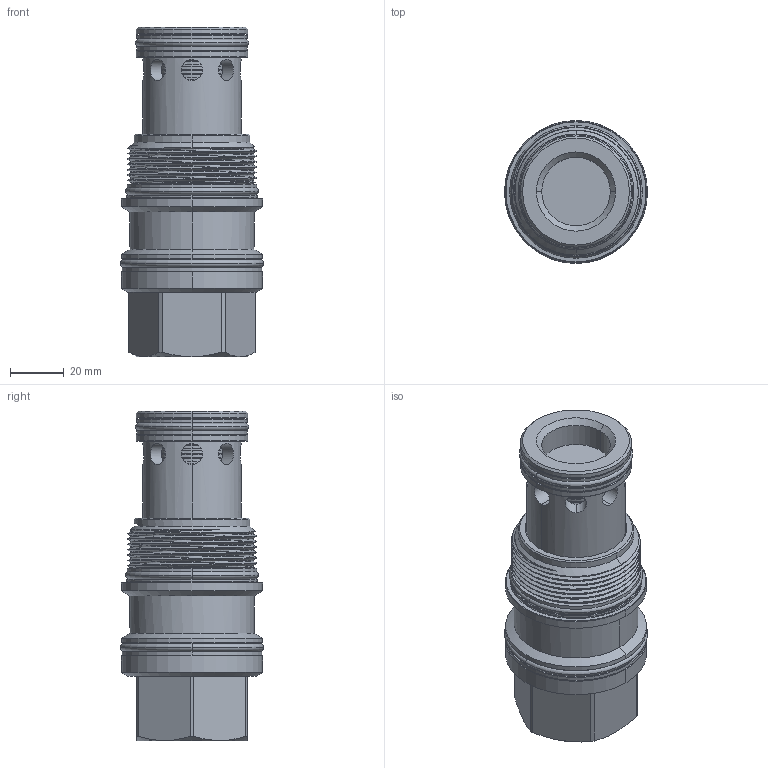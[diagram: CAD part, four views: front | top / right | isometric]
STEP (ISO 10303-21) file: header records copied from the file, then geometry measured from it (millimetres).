
FILE_DESCRIPTION (( 'STEP AP203' ), '1' );
FILE_NAME ('RV19A30-8.STEP', '2016-08-10T05:12:26', ( '' ), ( '' ), 'SwSTEP 2.0', 'SolidWorks 2012', '' );
FILE_SCHEMA (( 'CONFIG_CONTROL_DESIGN' ));
Length unit declared in the file: millimetre
Products named in the file (1): RV19A30-8
Bounding box: 53.11 x 53.11 x 122.36 mm (x, y, z)
Volume: 175591.8 mm3; surface area: 33985.9 mm2
Topology: 6 solids, 6 shells, 312 faces, 837 edges, 481 vertices
Faces by surface type: cylinder 198, plane 41, cone 41, torus 26, bspline 6
Entity records: 13366 total; most frequent: CARTESIAN_POINT 5741, ORIENTED_EDGE 1674, DIRECTION 1572, EDGE_CURVE 837, AXIS2_PLACEMENT_3D 703, VERTEX_POINT 481, CIRCLE 396, EDGE_LOOP 348
